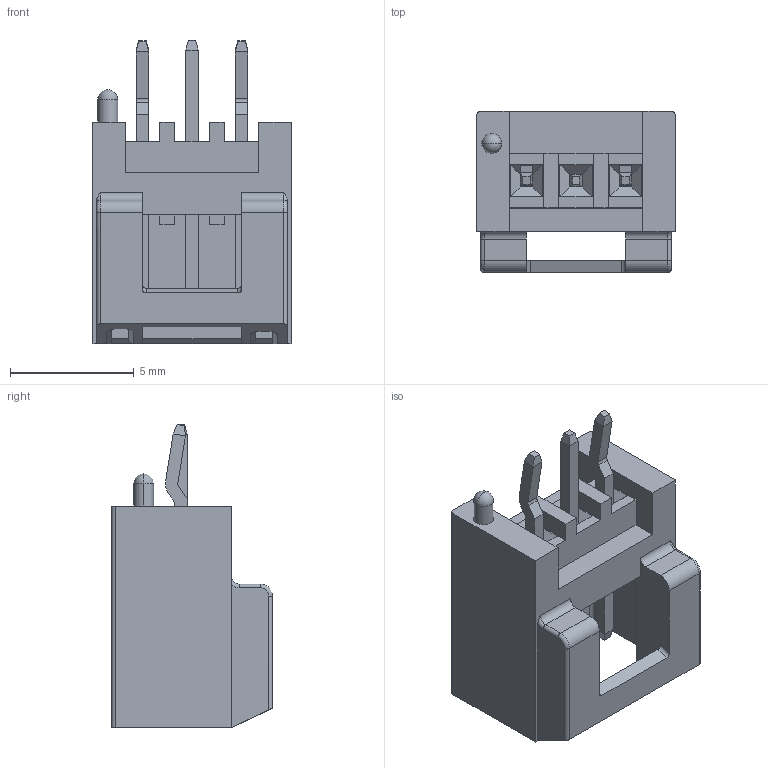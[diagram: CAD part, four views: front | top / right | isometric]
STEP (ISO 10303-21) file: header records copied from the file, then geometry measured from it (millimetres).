
FILE_DESCRIPTION((''),'2;1');
FILE_NAME('557550319','2019-02-15T',('gga'),(''),'PRO/ENGINEER BY PARAMETRIC TECHNOLOGY CORPORATION, 2016010','PRO/ENGINEER BY PARAMETRIC TECHNOLOGY CORPORATION, 2016010','');
FILE_SCHEMA(('CONFIG_CONTROL_DESIGN'));
Length unit declared in the file: millimetre
Products named in the file (1): 557550319
Bounding box: 8 x 6.5 x 12.25 mm (x, y, z)
Volume: 197.7 mm3; surface area: 530.5 mm2
Topology: 1 solids, 1 shells, 199 faces, 529 edges, 341 vertices
Faces by surface type: plane 162, cylinder 25, torus 4, bspline 4, sphere 2, cone 2
Entity records: 6282 total; most frequent: CARTESIAN_POINT 1354, ORIENTED_EDGE 1022, DIRECTION 959, EDGE_CURVE 511, VECTOR 455, LINE 455, VERTEX_POINT 317, AXIS2_PLACEMENT_3D 252
